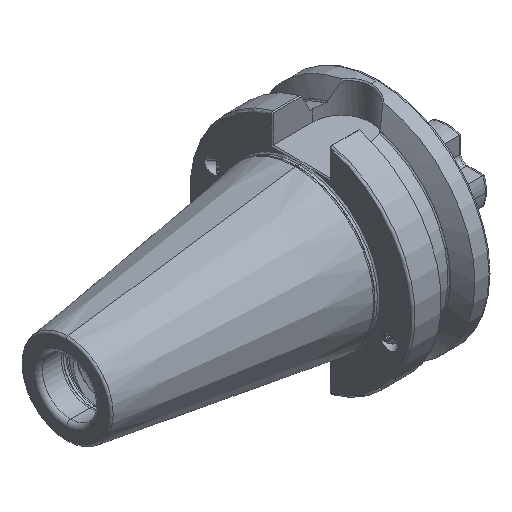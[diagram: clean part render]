
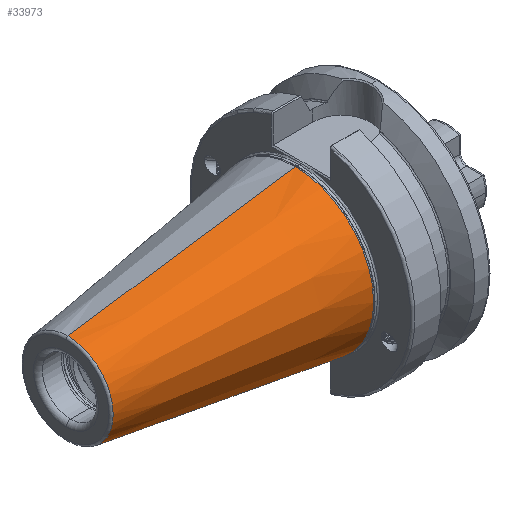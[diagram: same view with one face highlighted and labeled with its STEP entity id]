
A CAD part, isometric view. The second image highlights one B-rep face of the part: STEP entity #33973.
In plain terms, the highlighted conical face has half-angle 8.297 degrees and reference radius 34.998 mm.
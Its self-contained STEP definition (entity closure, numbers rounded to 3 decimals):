
#575 = DIRECTION ( 'NONE',  ( 1., 0., 0. ) ) ;
#602 = CARTESIAN_POINT ( 'NONE',  ( -2.5, 0., 0. ) ) ;
#608 = DIRECTION ( 'NONE',  ( 0., 0., -1. ) ) ;
#6843 = DIRECTION ( 'NONE',  ( -1., 0., 0. ) ) ;
#6891 = CARTESIAN_POINT ( 'NONE',  ( -103.944, 0., 0. ) ) ;
#6960 = DIRECTION ( 'NONE',  ( 0., 0., 1. ) ) ;
#7592 = DIRECTION ( 'NONE',  ( 0., 0., 1. ) ) ;
#7697 = DIRECTION ( 'NONE',  ( -1., 0., 0. ) ) ;
#7710 = CARTESIAN_POINT ( 'NONE',  ( -2.5, 0., 0. ) ) ;
#8283 = ORIENTED_EDGE ( 'NONE', *, *, #15695, .F. ) ;
#8327 = ORIENTED_EDGE ( 'NONE', *, *, #27665, .F. ) ;
#8375 = ORIENTED_EDGE ( 'NONE', *, *, #27659, .T. ) ;
#8379 = ORIENTED_EDGE ( 'NONE', *, *, #15731, .T. ) ;
#10495 = LINE ( 'NONE', #21642, #10594 ) ;
#10594 = VECTOR ( 'NONE', #21660, 1000. ) ;
#13313 = CARTESIAN_POINT ( 'NONE',  ( -2.5, 0., -34.998 ) ) ;
#13398 = CARTESIAN_POINT ( 'NONE',  ( -103.944, 0., -20.204 ) ) ;
#13432 = CARTESIAN_POINT ( 'NONE',  ( -2.5, 0., 34.998 ) ) ;
#13473 = CARTESIAN_POINT ( 'NONE',  ( -103.944, 0., 20.204 ) ) ;
#15695 = EDGE_CURVE ( 'NONE', #25885, #25912, #32623, .T. ) ;
#15731 = EDGE_CURVE ( 'NONE', #25819, #25842, #32650, .T. ) ;
#18340 = EDGE_LOOP ( 'NONE', ( #8327, #8283, #8375, #8379 ) ) ;
#21642 = CARTESIAN_POINT ( 'NONE',  ( -2.5, 0., 34.998 ) ) ;
#21660 = DIRECTION ( 'NONE',  ( 0.99, 0., 0.144 ) ) ;
#21668 = DIRECTION ( 'NONE',  ( 0.99, 0., -0.144 ) ) ;
#21686 = CARTESIAN_POINT ( 'NONE',  ( -2.5, 0., -34.998 ) ) ;
#23897 = AXIS2_PLACEMENT_3D ( 'NONE', #602, #575, #608 ) ;
#25819 = VERTEX_POINT ( 'NONE', #13313 ) ;
#25842 = VERTEX_POINT ( 'NONE', #13432 ) ;
#25885 = VERTEX_POINT ( 'NONE', #13398 ) ;
#25912 = VERTEX_POINT ( 'NONE', #13473 ) ;
#27172 = CONICAL_SURFACE ( 'NONE', #23897, 34.998, 0.145 ) ;
#27203 = FACE_OUTER_BOUND ( 'NONE', #18340, .T. ) ;
#27659 = EDGE_CURVE ( 'NONE', #25885, #25819, #32049, .T. ) ;
#27665 = EDGE_CURVE ( 'NONE', #25912, #25842, #10495, .T. ) ;
#28732 = AXIS2_PLACEMENT_3D ( 'NONE', #7710, #7697, #7592 ) ;
#28851 = AXIS2_PLACEMENT_3D ( 'NONE', #6891, #6843, #6960 ) ;
#32049 = LINE ( 'NONE', #21686, #32594 ) ;
#32594 = VECTOR ( 'NONE', #21668, 1000. ) ;
#32623 = CIRCLE ( 'NONE', #28851, 20.204 ) ;
#32650 = CIRCLE ( 'NONE', #28732, 34.998 ) ;
#33973 = ADVANCED_FACE ( 'NONE', ( #27203 ), #27172, .T. ) ;
